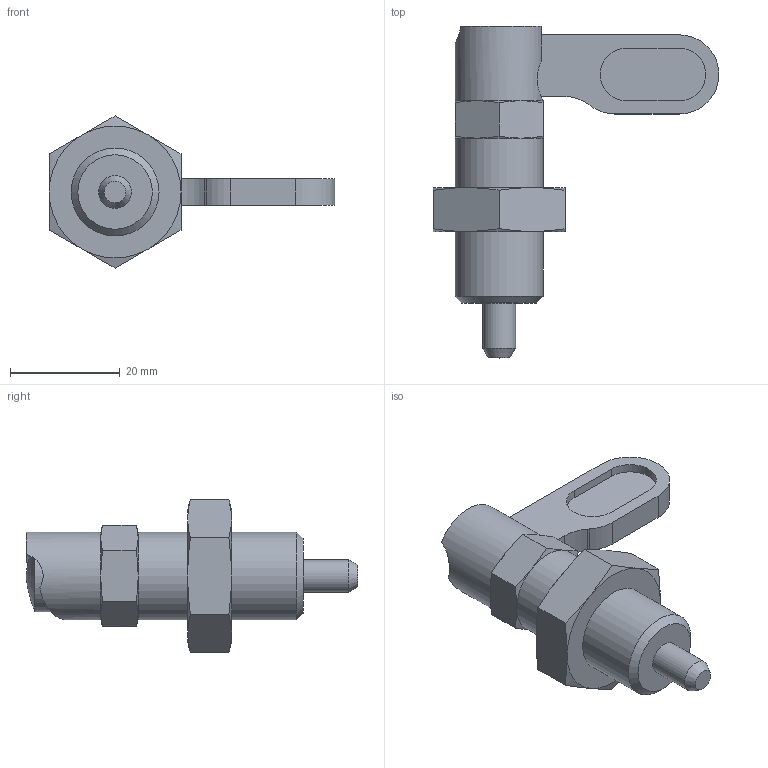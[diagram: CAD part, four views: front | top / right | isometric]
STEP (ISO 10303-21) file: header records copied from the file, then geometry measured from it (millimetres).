
FILE_DESCRIPTION( ( 'STEP AP214' ), '1' );
FILE_NAME( 'K1285.2050616_ENTSPANNT_.stp', '2020-12-10T11:11:44', ( '' ), ( '' ), ' ', 'PARTsolutions', ' ' );
FILE_SCHEMA( ( 'AUTOMOTIVE_DESIGN { 1 0 10303 214 1 1 1 1 }' ) );
Length unit declared in the file: millimetre
Products named in the file (1): _K1285.2050616(ENTSPANNT)
Bounding box: 52 x 60.4 x 27.71 mm (x, y, z)
Volume: 13902.6 mm3; surface area: 6078.9 mm2
Topology: 1 solids, 1 shells, 79 faces, 201 edges, 124 vertices
Faces by surface type: plane 34, cone 26, cylinder 18, bspline 1
Full cylindrical faces by diameter (mm): 6 x1, 10.2 x1, 12.98 x1, 13.02 x1, 16 x3
Entity records: 3159 total; most frequent: CARTESIAN_POINT 737, ORIENTED_EDGE 374, DIRECTION 348, EDGE_CURVE 187, AXIS2_PLACEMENT_3D 141, VERTEX_POINT 120, EDGE_LOOP 94, FACE_OUTER_BOUND 85
